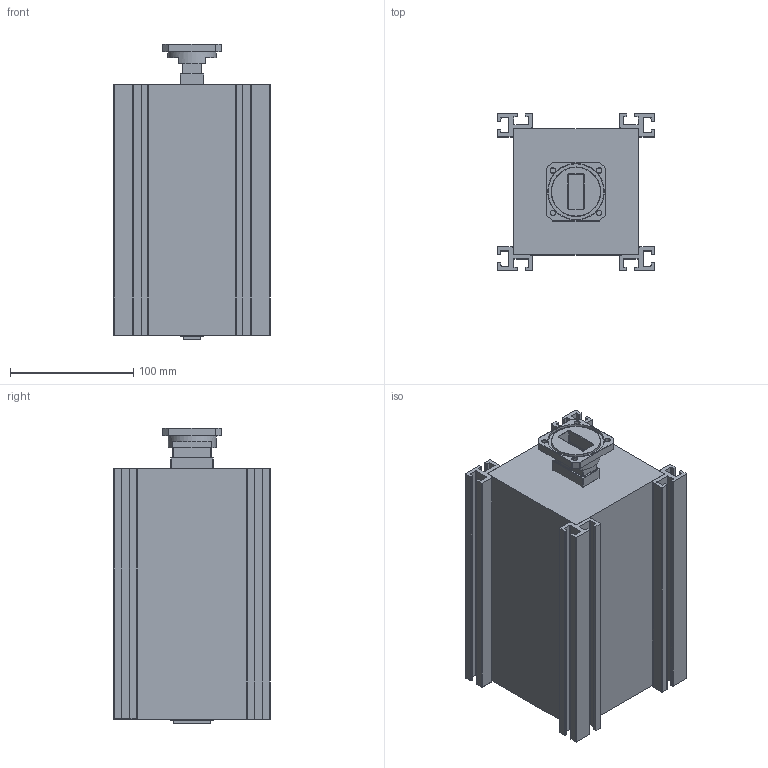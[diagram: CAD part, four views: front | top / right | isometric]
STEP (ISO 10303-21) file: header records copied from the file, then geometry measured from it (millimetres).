
FILE_DESCRIPTION (( 'STEP AP214' ), '1' );
FILE_NAME ('001312.STEP', '2020-07-20T10:38:00', ( '' ), ( '' ), 'SwSTEP 2.0', 'SolidWorks 2019', '' );
FILE_SCHEMA (( 'AUTOMOTIVE_DESIGN' ));
Length unit declared in the file: millimetre
Products named in the file (1): 001312
Bounding box: 126.8 x 127 x 240 mm (x, y, z)
Surface area: 259996.4 mm2 (no closed solid volume)
Topology: 0 solids, 9 shells, 339 faces, 977 edges, 627 vertices
Faces by surface type: plane 158, cylinder 141, torus 20, cone 12, bspline 8
Full cylindrical faces by diameter (mm): 4.24 x4, 39 x1, 39.73 x1, 45.73 x1
Entity records: 14775 total; most frequent: CARTESIAN_POINT 2214, DIRECTION 1911, ORIENTED_EDGE 1724, EDGE_CURVE 949, AXIS2_PLACEMENT_3D 653, VERTEX_POINT 622, LINE 605, VECTOR 605
